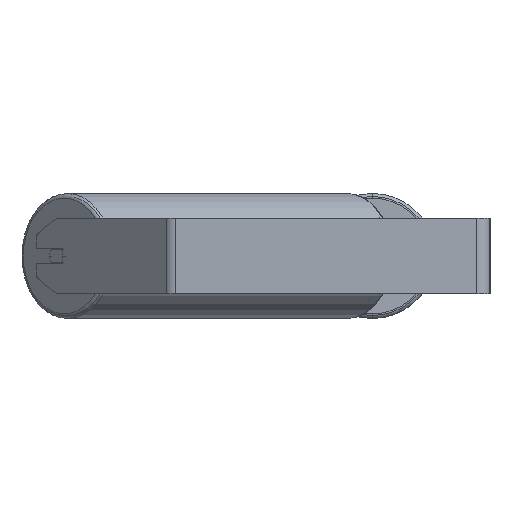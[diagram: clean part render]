
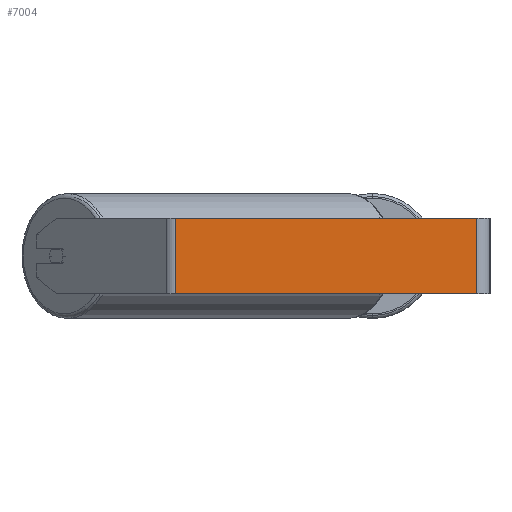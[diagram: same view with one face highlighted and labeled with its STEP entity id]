
A CAD part, left-side view. The second image highlights one B-rep face of the part: STEP entity #7004.
In plain terms, the highlighted planar face has unit normal (-1, 0, 0).
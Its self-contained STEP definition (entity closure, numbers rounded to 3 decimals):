
#570 = VERTEX_POINT ( 'NONE', #7050 ) ;
#677 = VECTOR ( 'NONE', #4442, 1000. ) ;
#811 = DIRECTION ( 'NONE',  ( 0., -1., 0. ) ) ;
#1221 = DIRECTION ( 'NONE',  ( 1., 0., 0. ) ) ;
#1597 = AXIS2_PLACEMENT_3D ( 'NONE', #2631, #1221, #4482 ) ;
#1754 = CARTESIAN_POINT ( 'NONE',  ( -700., 339.952, 40. ) ) ;
#1826 = EDGE_CURVE ( 'NONE', #3920, #570, #6952, .T. ) ;
#1882 = PLANE ( 'NONE',  #1597 ) ;
#1905 = EDGE_CURVE ( 'NONE', #3527, #3920, #3402, .T. ) ;
#1952 = ORIENTED_EDGE ( 'NONE', *, *, #2691, .F. ) ;
#1953 = CARTESIAN_POINT ( 'NONE',  ( -700., 14., 40. ) ) ;
#1966 = FACE_OUTER_BOUND ( 'NONE', #7336, .T. ) ;
#2631 = CARTESIAN_POINT ( 'NONE',  ( -700., 339.952, 40. ) ) ;
#2691 = EDGE_CURVE ( 'NONE', #3571, #570, #8690, .T. ) ;
#2742 = CARTESIAN_POINT ( 'NONE',  ( -700., 334.153, -40. ) ) ;
#3290 = CARTESIAN_POINT ( 'NONE',  ( -700., 334.153, 40. ) ) ;
#3355 = EDGE_CURVE ( 'NONE', #3527, #3571, #8580, .T. ) ;
#3402 = LINE ( 'NONE', #6108, #6584 ) ;
#3527 = VERTEX_POINT ( 'NONE', #3290 ) ;
#3571 = VERTEX_POINT ( 'NONE', #4666 ) ;
#3920 = VERTEX_POINT ( 'NONE', #2742 ) ;
#4100 = CARTESIAN_POINT ( 'NONE',  ( -700., 339.952, -40. ) ) ;
#4354 = ORIENTED_EDGE ( 'NONE', *, *, #3355, .F. ) ;
#4442 = DIRECTION ( 'NONE',  ( 0., -1., 0. ) ) ;
#4482 = DIRECTION ( 'NONE',  ( 0., 0., -1. ) ) ;
#4666 = CARTESIAN_POINT ( 'NONE',  ( -700., 14., 40. ) ) ;
#5015 = VECTOR ( 'NONE', #811, 1000. ) ;
#5574 = DIRECTION ( 'NONE',  ( 0., 0., -1. ) ) ;
#5864 = ORIENTED_EDGE ( 'NONE', *, *, #1826, .T. ) ;
#6108 = CARTESIAN_POINT ( 'NONE',  ( -700., 334.153, 40. ) ) ;
#6584 = VECTOR ( 'NONE', #5574, 1000. ) ;
#6759 = ORIENTED_EDGE ( 'NONE', *, *, #1905, .T. ) ;
#6772 = DIRECTION ( 'NONE',  ( 0., 0., -1. ) ) ;
#6952 = LINE ( 'NONE', #4100, #5015 ) ;
#7004 = ADVANCED_FACE ( 'NONE', ( #1966 ), #1882, .F. ) ;
#7050 = CARTESIAN_POINT ( 'NONE',  ( -700., 14., -40. ) ) ;
#7336 = EDGE_LOOP ( 'NONE', ( #5864, #1952, #4354, #6759 ) ) ;
#8575 = VECTOR ( 'NONE', #6772, 1000. ) ;
#8580 = LINE ( 'NONE', #1754, #677 ) ;
#8690 = LINE ( 'NONE', #1953, #8575 ) ;
